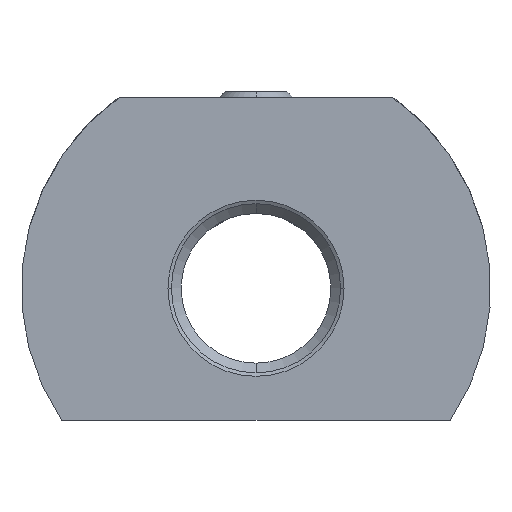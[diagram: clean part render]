
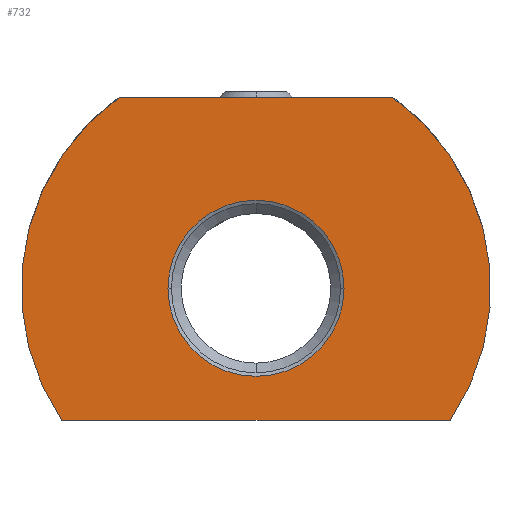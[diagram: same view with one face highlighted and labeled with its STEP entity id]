
A CAD part, front view. The second image highlights one B-rep face of the part: STEP entity #732.
In plain terms, the highlighted planar face has unit normal (0, -1, 0).
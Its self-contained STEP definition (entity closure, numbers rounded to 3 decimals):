
#340=EDGE_CURVE('',#412,#442,#877,.T.);
#384=VERTEX_POINT('',#926);
#412=VERTEX_POINT('',#957);
#420=VERTEX_POINT('',#965);
#432=EDGE_CURVE('',#548,#420,#978,.T.);
#440=VERTEX_POINT('',#986);
#442=VERTEX_POINT('',#988);
#488=EDGE_CURVE('',#442,#384,#1038,.T.);
#506=EDGE_CURVE('',#420,#548,#1059,.T.);
#548=VERTEX_POINT('',#1104);
#584=EDGE_CURVE('',#440,#412,#1144,.T.);
#732=ADVANCED_FACE('',(#1311,#1312),#1313,.T.);
#744=EDGE_CURVE('',#384,#440,#1325,.T.);
#877=CIRCLE('',#1485,16.0);
#926=CARTESIAN_POINT('',(-9.327,-6.0,22.));
#957=CARTESIAN_POINT('',(13.229,-6.0,0.));
#965=CARTESIAN_POINT('',(6.,-6.0,9.));
#978=CIRCLE('',#1623,6.);
#986=CARTESIAN_POINT('',(-13.229,-6.0,0.));
#988=CARTESIAN_POINT('',(9.327,-6.0,22.));
#1038=LINE('',#1787,#1788);
#1059=CIRCLE('',#1824,6.);
#1104=CARTESIAN_POINT('',(-6.0,-6.,9.));
#1144=LINE('',#1955,#1956);
#1311=FACE_BOUND('',#2190,.T.);
#1312=FACE_OUTER_BOUND('',#2191,.T.);
#1313=PLANE('',#2192);
#1325=CIRCLE('',#2209,16.0);
#1485=AXIS2_PLACEMENT_3D('',#2380,#2381,#2382);
#1623=AXIS2_PLACEMENT_3D('',#2486,#2487,#2488);
#1787=CARTESIAN_POINT('',(9.327,-6.0,22.));
#1788=VECTOR('',#2525,1.0);
#1824=AXIS2_PLACEMENT_3D('',#2554,#2555,#2556);
#1955=CARTESIAN_POINT('',(-13.229,-6.0,0.));
#1956=VECTOR('',#2662,1.0);
#2190=EDGE_LOOP('',(#2886,#2887));
#2191=EDGE_LOOP('',(#2888,#2889,#2890,#2891));
#2192=AXIS2_PLACEMENT_3D('',#2892,#2893,#2894);
#2209=AXIS2_PLACEMENT_3D('',#2902,#2903,#2904);
#2380=CARTESIAN_POINT('',(0.0,-6.0,9.));
#2381=DIRECTION('',(0.0,-1.0,0.0));
#2382=DIRECTION('',(0.827,0.0,-0.563));
#2486=CARTESIAN_POINT('',(0.0,-6.0,9.));
#2487=DIRECTION('',(0.0,1.0,0.0));
#2488=DIRECTION('',(-1.0,0.0,0.));
#2525=DIRECTION('',(-1.0,0.0,0.0));
#2554=CARTESIAN_POINT('',(0.0,-6.0,9.));
#2555=DIRECTION('',(0.0,1.0,0.0));
#2556=DIRECTION('',(-1.0,0.0,0.));
#2662=DIRECTION('',(1.0,0.0,0.0));
#2886=ORIENTED_EDGE('',*,*,#432,.T.);
#2887=ORIENTED_EDGE('',*,*,#506,.T.);
#2888=ORIENTED_EDGE('',*,*,#340,.T.);
#2889=ORIENTED_EDGE('',*,*,#488,.T.);
#2890=ORIENTED_EDGE('',*,*,#744,.T.);
#2891=ORIENTED_EDGE('',*,*,#584,.T.);
#2892=CARTESIAN_POINT('',(0.,-6.0,10.339));
#2893=DIRECTION('',(0.0,-1.0,0.0));
#2894=DIRECTION('',(1.0,0.0,0.0));
#2902=CARTESIAN_POINT('',(0.,-6.0,9.));
#2903=DIRECTION('',(0.0,-1.0,0.0));
#2904=DIRECTION('',(-0.583,0.0,0.813));
